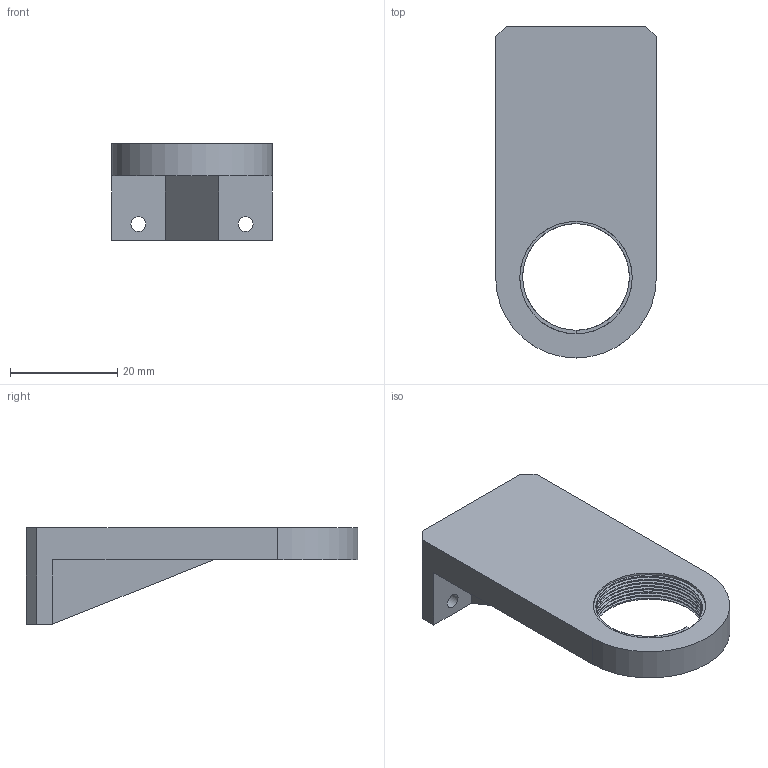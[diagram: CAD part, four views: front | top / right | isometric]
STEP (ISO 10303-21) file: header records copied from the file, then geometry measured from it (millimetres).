
FILE_DESCRIPTION(/* description */ (''),/* implementation_level */ '2;1');
FILE_NAME(/* name */ '30_Linear_Stage_NEMA11_China_objectivemount_lying.ipt.step',/* time_stamp */ '2022-11-29T08:23:23+01:00',/* author */ ('diederichbenedict'),/* organization */ (''),/* preprocessor_version */ 'ST-DEVELOPER v18.1',/* originating_system */ 'Autodesk Inventor 2022',/* authorisation */ '');
FILE_SCHEMA (('AUTOMOTIVE_DESIGN { 1 0 10303 214 3 1 1 }'));
Length unit declared in the file: millimetre
Products named in the file (1): 30_Linear_Stage_NEMA11_China_objectivemount_lying
Bounding box: 30 x 61.98 x 18 mm (x, y, z)
Volume: 12081.4 mm3; surface area: 5614.6 mm2
Topology: 1 solids, 1 shells, 41 faces, 111 edges, 72 vertices
Faces by surface type: cylinder 22, plane 15, bspline 4
Full cylindrical faces by diameter (mm): 2.8 x2, 19.9 x6, 20.616 x6, 21 x1
Entity records: 3158 total; most frequent: CARTESIAN_POINT 2142, ORIENTED_EDGE 222, DIRECTION 158, EDGE_CURVE 111, VERTEX_POINT 72, LINE 64, VECTOR 64, EDGE_LOOP 47
